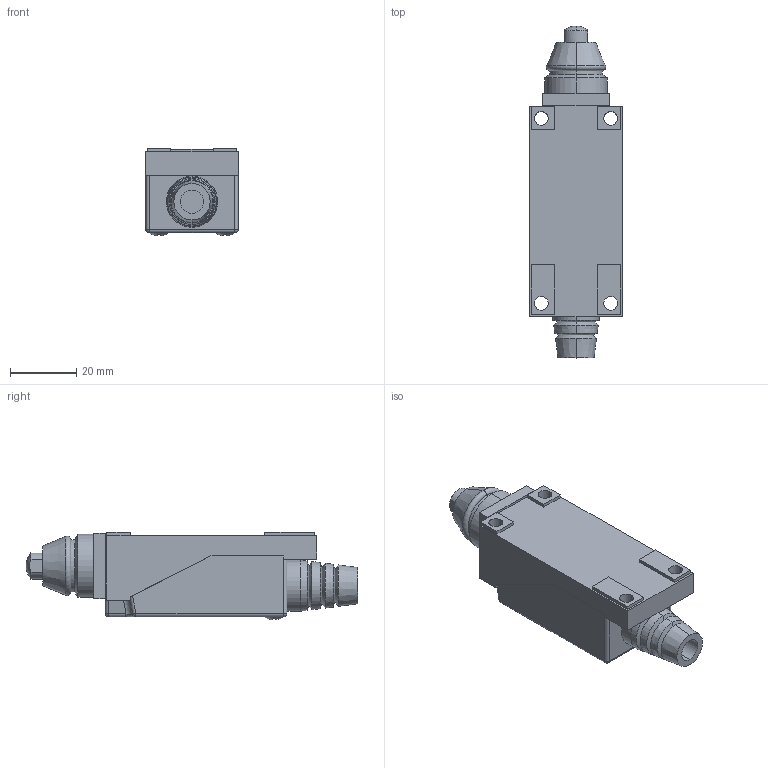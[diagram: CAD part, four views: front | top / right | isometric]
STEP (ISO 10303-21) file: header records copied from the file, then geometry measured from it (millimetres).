
FILE_DESCRIPTION (( 'STEP AP214' ), '1' );
FILE_NAME ('TZ8111.ÃÌ Êîíöåâîé âûêëþ÷àòåëü TZ-8111.STEP', '2024-08-01T11:22:54', ( '' ), ( '' ), 'SwSTEP 2.0', 'SolidWorks 2021', '' );
FILE_SCHEMA (( 'AUTOMOTIVE_DESIGN' ));
Length unit declared in the file: millimetre
Products named in the file (1): TZ8111.ÃÌ Êîíöåâîé âûêëþ÷àòåëü TZ-8111
Bounding box: 28 x 100.5 x 26.55 mm (x, y, z)
Volume: 45688.7 mm3; surface area: 16147.1 mm2
Topology: 8 solids, 8 shells, 196 faces, 468 edges, 287 vertices
Faces by surface type: plane 107, cylinder 47, cone 24, sphere 14, torus 2, bspline 2
Entity records: 5767 total; most frequent: CARTESIAN_POINT 1042, DIRECTION 1010, ORIENTED_EDGE 928, EDGE_CURVE 464, AXIS2_PLACEMENT_3D 363, VERTEX_POINT 287, LINE 284, VECTOR 284
